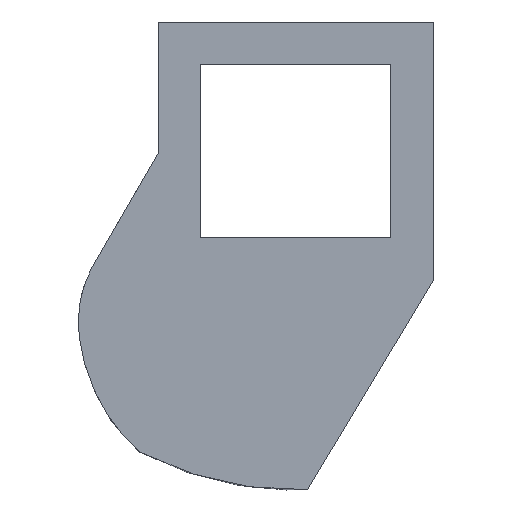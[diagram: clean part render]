
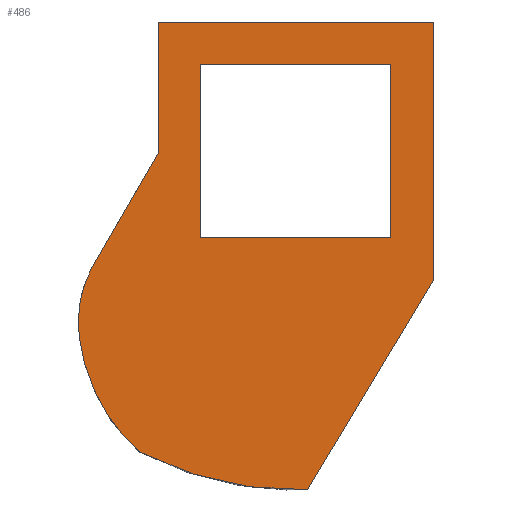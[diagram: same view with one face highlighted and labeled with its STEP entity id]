
A CAD part, top view. The second image highlights one B-rep face of the part: STEP entity #486.
In plain terms, the highlighted planar face has unit normal (0, 0, 1).
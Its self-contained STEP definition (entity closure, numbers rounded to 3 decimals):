
#18=FACE_BOUND('',#91,.T.);
#25=B_SPLINE_CURVE_WITH_KNOTS('',3,(#885,#886,#887,#888,#889,#890,#891),
 .UNSPECIFIED.,.F.,.F.,(4,3,4),(0.,0.18,0.253),
 .UNSPECIFIED.);
#26=B_SPLINE_CURVE_WITH_KNOTS('',3,(#912,#913,#914,#915,#916,#917,#918),
 .UNSPECIFIED.,.F.,.F.,(4,3,4),(0.253,0.445,0.71),
 .UNSPECIFIED.);
#37=CIRCLE('',#512,16.);
#64=FACE_OUTER_BOUND('',#90,.T.);
#90=EDGE_LOOP('',(#431,#432,#433,#434,#435,#436,#437,#438));
#91=EDGE_LOOP('',(#439,#440,#441,#442));
#123=LINE('',#860,#174);
#126=LINE('',#867,#177);
#130=LINE('',#923,#181);
#132=LINE('',#927,#183);
#134=LINE('',#931,#185);
#136=LINE('',#934,#187);
#138=LINE('',#939,#189);
#140=LINE('',#942,#191);
#142=LINE('',#946,#193);
#174=VECTOR('',#596,10.);
#177=VECTOR('',#603,10.);
#181=VECTOR('',#609,10.);
#183=VECTOR('',#613,10.);
#185=VECTOR('',#617,10.);
#187=VECTOR('',#621,10.);
#189=VECTOR('',#625,10.);
#191=VECTOR('',#629,10.);
#193=VECTOR('',#635,10.);
#213=VERTEX_POINT('',#720);
#214=VERTEX_POINT('',#722);
#229=VERTEX_POINT('',#858);
#230=VERTEX_POINT('',#864);
#231=VERTEX_POINT('',#866);
#232=VERTEX_POINT('',#883);
#233=VERTEX_POINT('',#920);
#234=VERTEX_POINT('',#922);
#235=VERTEX_POINT('',#926);
#236=VERTEX_POINT('',#930);
#237=VERTEX_POINT('',#936);
#238=VERTEX_POINT('',#938);
#263=EDGE_CURVE('',#214,#213,#37,.T.);
#285=EDGE_CURVE('',#213,#229,#123,.T.);
#288=EDGE_CURVE('',#230,#231,#126,.T.);
#291=EDGE_CURVE('',#230,#232,#25,.T.);
#292=EDGE_CURVE('',#232,#214,#26,.T.);
#294=EDGE_CURVE('',#234,#233,#130,.T.);
#296=EDGE_CURVE('',#235,#234,#132,.T.);
#298=EDGE_CURVE('',#236,#235,#134,.T.);
#300=EDGE_CURVE('',#233,#236,#136,.T.);
#302=EDGE_CURVE('',#238,#237,#138,.T.);
#304=EDGE_CURVE('',#229,#238,#140,.T.);
#306=EDGE_CURVE('',#237,#231,#142,.T.);
#431=ORIENTED_EDGE('',*,*,#263,.T.);
#432=ORIENTED_EDGE('',*,*,#285,.T.);
#433=ORIENTED_EDGE('',*,*,#304,.T.);
#434=ORIENTED_EDGE('',*,*,#302,.T.);
#435=ORIENTED_EDGE('',*,*,#306,.T.);
#436=ORIENTED_EDGE('',*,*,#288,.F.);
#437=ORIENTED_EDGE('',*,*,#291,.T.);
#438=ORIENTED_EDGE('',*,*,#292,.T.);
#439=ORIENTED_EDGE('',*,*,#300,.T.);
#440=ORIENTED_EDGE('',*,*,#298,.T.);
#441=ORIENTED_EDGE('',*,*,#296,.T.);
#442=ORIENTED_EDGE('',*,*,#294,.T.);
#461=PLANE('',#528);
#486=ADVANCED_FACE('',(#64,#18),#461,.T.);
#512=AXIS2_PLACEMENT_3D('',#723,#565,#566);
#528=AXIS2_PLACEMENT_3D('',#947,#636,#637);
#565=DIRECTION('center_axis',(0.,0.,1.));
#566=DIRECTION('ref_axis',(0.,-1.,0.));
#596=DIRECTION('',(0.515,0.857,0.));
#603=DIRECTION('',(0.5,0.866,0.));
#609=DIRECTION('',(-1.,0.,0.));
#613=DIRECTION('',(0.,-1.,0.));
#617=DIRECTION('',(1.,0.,0.));
#621=DIRECTION('',(0.,1.,0.));
#625=DIRECTION('',(-1.,0.,0.));
#629=DIRECTION('',(0.,1.,0.));
#635=DIRECTION('',(0.,-1.,0.));
#636=DIRECTION('center_axis',(0.,0.,1.));
#637=DIRECTION('ref_axis',(1.,0.,0.));
#720=CARTESIAN_POINT('',(5.058,-11.89,5.));
#722=CARTESIAN_POINT('',(-2.867,-10.103,5.));
#723=CARTESIAN_POINT('Origin',(4.5,4.1,5.));
#858=CARTESIAN_POINT('',(11.,-2.,5.));
#860=CARTESIAN_POINT('',(4.589,-12.67,5.));
#864=CARTESIAN_POINT('',(-5.098,-1.366,5.));
#866=CARTESIAN_POINT('',(-2.,4.,5.));
#867=CARTESIAN_POINT('',(-4.598,-0.5,5.));
#883=CARTESIAN_POINT('',(-5.711,-4.731,5.));
#885=CARTESIAN_POINT('Ctrl Pts',(-5.098,-1.366,5.));
#886=CARTESIAN_POINT('Ctrl Pts',(-5.567,-2.178,5.));
#887=CARTESIAN_POINT('Ctrl Pts',(-5.733,-3.043,5.));
#888=CARTESIAN_POINT('Ctrl Pts',(-5.75,-3.814,5.));
#889=CARTESIAN_POINT('Ctrl Pts',(-5.757,-4.126,5.));
#890=CARTESIAN_POINT('Ctrl Pts',(-5.744,-4.431,5.));
#891=CARTESIAN_POINT('Ctrl Pts',(-5.711,-4.731,5.));
#912=CARTESIAN_POINT('Ctrl Pts',(-5.711,-4.731,5.));
#913=CARTESIAN_POINT('Ctrl Pts',(-5.626,-5.517,5.));
#914=CARTESIAN_POINT('Ctrl Pts',(-5.408,-6.269,5.));
#915=CARTESIAN_POINT('Ctrl Pts',(-5.082,-7.032,5.));
#916=CARTESIAN_POINT('Ctrl Pts',(-4.63,-8.089,5.));
#917=CARTESIAN_POINT('Ctrl Pts',(-3.927,-9.181,5.));
#918=CARTESIAN_POINT('Ctrl Pts',(-2.867,-10.103,5.));
#920=CARTESIAN_POINT('',(0.,0.,5.));
#922=CARTESIAN_POINT('',(9.,0.,5.));
#923=CARTESIAN_POINT('',(0.,0.,5.));
#926=CARTESIAN_POINT('',(9.,8.2,5.));
#927=CARTESIAN_POINT('',(9.,0.,5.));
#930=CARTESIAN_POINT('',(0.,8.2,5.));
#931=CARTESIAN_POINT('',(9.,8.2,5.));
#934=CARTESIAN_POINT('',(0.,8.2,5.));
#936=CARTESIAN_POINT('',(-2.,10.2,5.));
#938=CARTESIAN_POINT('',(11.,10.2,5.));
#939=CARTESIAN_POINT('',(11.,10.2,5.));
#942=CARTESIAN_POINT('',(11.,-2.,5.));
#946=CARTESIAN_POINT('',(-2.,10.2,5.));
#947=CARTESIAN_POINT('Origin',(4.5,4.1,5.));
